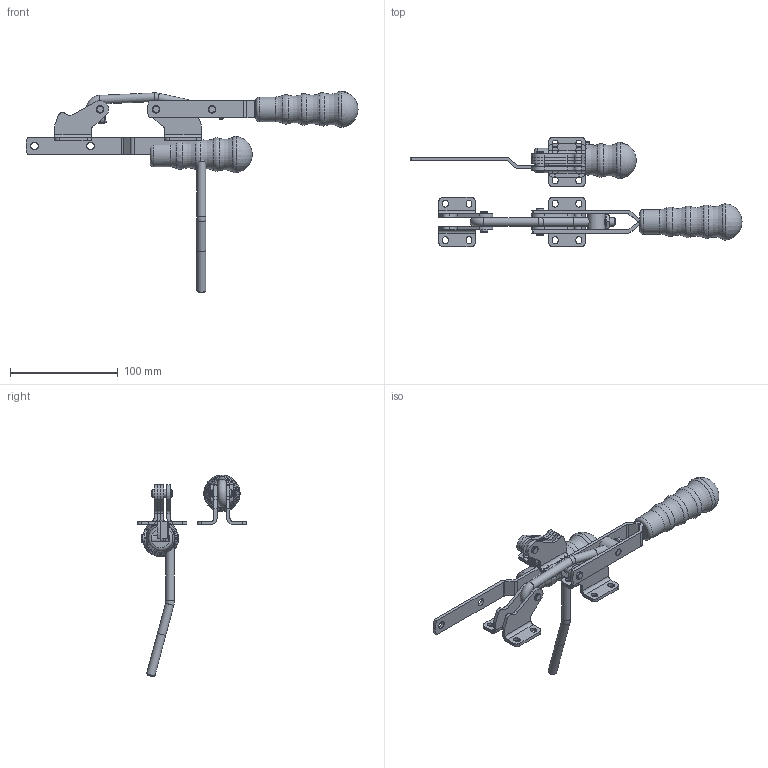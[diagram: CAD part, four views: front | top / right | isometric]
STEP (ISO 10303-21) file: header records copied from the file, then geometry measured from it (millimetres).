
FILE_DESCRIPTION( ( 'Unknown' ), '1' );
FILE_NAME( '425_UPINKA.stp', 'Unknown', ( 'Unknown' ), ( 'Unknown' ), 'PSStep 14.0', 'Unknown', ' ' );
FILE_SCHEMA( ( 'AUTOMOTIVE_DESIGN { 1 0 10303 214 1 1 1 1 }' ) );
Length unit declared in the file: millimetre
Products named in the file (14): Assem1; 425001-M_TELO; 425001_TELO L-oa1; 425002_TELO P-oa2; 425007_NYT 8x19; 425003_HAK; 425001_TELO L; 425004_UPINACI PAKA; 425004_UPINACI PAKA-oa0; 425008_MATICE; 425002_TELO P; 940003_RUKOJET 16x6; 425005_NYT 8x25; 800005_MATICE M8_DIN4398
Bounding box: 308.6 x 101.64 x 187.46 mm (x, y, z)
Volume: 192352.6 mm3; surface area: 102873.4 mm2
Topology: 27 solids, 27 shells, 507 faces, 1303 edges, 864 vertices
Faces by surface type: plane 238, cylinder 201, cone 38, torus 26, sphere 2, bspline 2
Full cylindrical faces by diameter (mm): 6.647 x8, 6.95 x14, 7 x18, 8 x13, 16 x2, 22.877 x2
Entity records: 8409 total; most frequent: CARTESIAN_POINT 1265, DIRECTION 1140, ORIENTED_EDGE 968, EDGE_CURVE 484, AXIS2_PLACEMENT_3D 441, VERTEX_POINT 350, EDGE_LOOP 322, FACE_OUTER_BOUND 262
